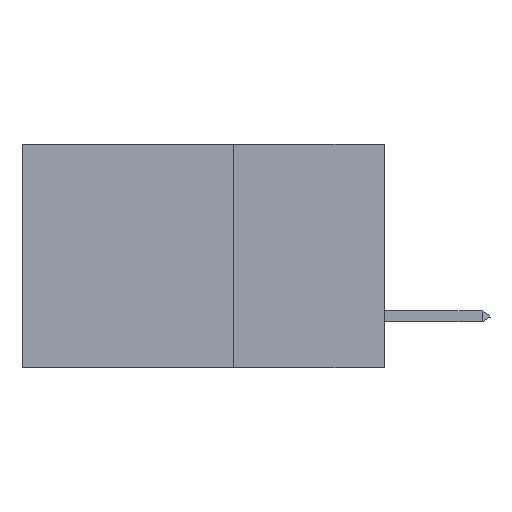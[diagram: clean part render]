
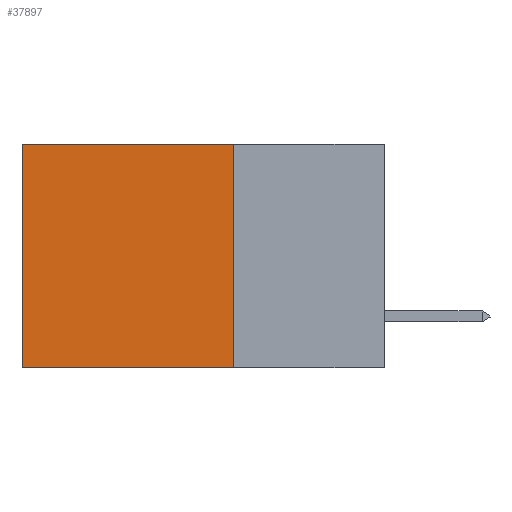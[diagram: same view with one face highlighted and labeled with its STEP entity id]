
A CAD part, left-side view. The second image highlights one B-rep face of the part: STEP entity #37897.
In plain terms, the highlighted planar face has unit normal (-1, 0, 0).
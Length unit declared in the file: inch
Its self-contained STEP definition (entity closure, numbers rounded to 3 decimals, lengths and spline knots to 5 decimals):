
#385 = DIRECTION ( 'NONE',  ( 0., 1., 0. ) ) ;
#6512 = DIRECTION ( 'NONE',  ( 0., 0., -1. ) ) ;
#8572 = CARTESIAN_POINT ( 'NONE',  ( 0.2875, 0.6, 0. ) ) ;
#12199 = DIRECTION ( 'NONE',  ( 1., 0., 0. ) ) ;
#14541 = DIRECTION ( 'NONE',  ( 0., 0., -1. ) ) ;
#14680 = DIRECTION ( 'NONE',  ( 0., 1., 0. ) ) ;
#15186 = DIRECTION ( 'NONE',  ( 0., 0., -1. ) ) ;
#15335 = CARTESIAN_POINT ( 'NONE',  ( 0.2875, 0.25, 0. ) ) ;
#15389 = ORIENTED_EDGE ( 'NONE', *, *, #22047, .F. ) ;
#15783 = LINE ( 'NONE', #43150, #30775 ) ;
#19003 = FACE_OUTER_BOUND ( 'NONE', #41149, .T. ) ;
#20191 = VECTOR ( 'NONE', #14541, 39.37008 ) ;
#21753 = ORIENTED_EDGE ( 'NONE', *, *, #35157, .F. ) ;
#22047 = EDGE_CURVE ( 'NONE', #24490, #37420, #27161, .T. ) ;
#22297 = PLANE ( 'NONE',  #36470 ) ;
#22386 = LINE ( 'NONE', #35448, #20191 ) ;
#23605 = CARTESIAN_POINT ( 'NONE',  ( 0.2875, 0.25, 0. ) ) ;
#24490 = VERTEX_POINT ( 'NONE', #44389 ) ;
#25419 = VERTEX_POINT ( 'NONE', #8572 ) ;
#26161 = VERTEX_POINT ( 'NONE', #37333 ) ;
#27161 = LINE ( 'NONE', #23605, #44310 ) ;
#28238 = EDGE_CURVE ( 'NONE', #25419, #26161, #22386, .T. ) ;
#30775 = VECTOR ( 'NONE', #385, 39.37008 ) ;
#31519 = ORIENTED_EDGE ( 'NONE', *, *, #42741, .T. ) ;
#35157 = EDGE_CURVE ( 'NONE', #37420, #26161, #40724, .T. ) ;
#35448 = CARTESIAN_POINT ( 'NONE',  ( 0.2875, 0.6, 0. ) ) ;
#36035 = CARTESIAN_POINT ( 'NONE',  ( 0.2875, 0.25, -0.37 ) ) ;
#36470 = AXIS2_PLACEMENT_3D ( 'NONE', #15335, #12199, #15186 ) ;
#37333 = CARTESIAN_POINT ( 'NONE',  ( 0.2875, 0.6, -0.37 ) ) ;
#37420 = VERTEX_POINT ( 'NONE', #40777 ) ;
#37897 = ADVANCED_FACE ( 'NONE', ( #19003 ), #22297, .F. ) ;
#39485 = ORIENTED_EDGE ( 'NONE', *, *, #28238, .T. ) ;
#40724 = LINE ( 'NONE', #36035, #42377 ) ;
#40777 = CARTESIAN_POINT ( 'NONE',  ( 0.2875, 0.25, -0.37 ) ) ;
#41149 = EDGE_LOOP ( 'NONE', ( #39485, #21753, #15389, #31519 ) ) ;
#42377 = VECTOR ( 'NONE', #14680, 39.37008 ) ;
#42741 = EDGE_CURVE ( 'NONE', #24490, #25419, #15783, .T. ) ;
#43150 = CARTESIAN_POINT ( 'NONE',  ( 0.2875, 0.25, 0. ) ) ;
#44310 = VECTOR ( 'NONE', #6512, 39.37008 ) ;
#44389 = CARTESIAN_POINT ( 'NONE',  ( 0.2875, 0.25, 0. ) ) ;
